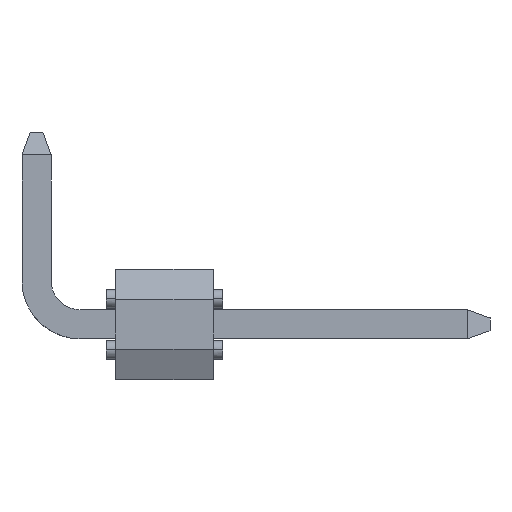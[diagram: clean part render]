
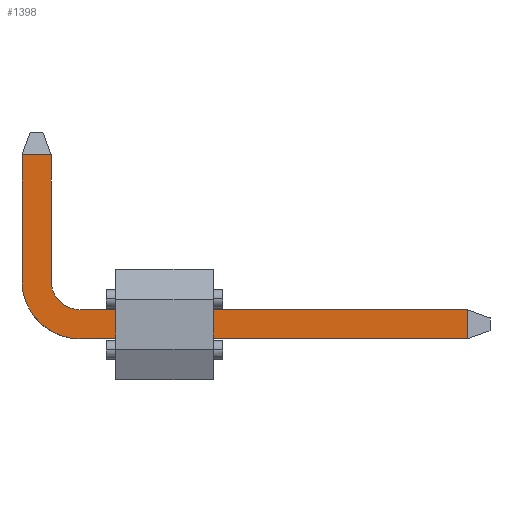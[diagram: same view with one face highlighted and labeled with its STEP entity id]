
A CAD part, left-side view. The second image highlights one B-rep face of the part: STEP entity #1398.
In plain terms, the highlighted free-form (B-spline) face has degree [1, 1] with [2, 2] control points.
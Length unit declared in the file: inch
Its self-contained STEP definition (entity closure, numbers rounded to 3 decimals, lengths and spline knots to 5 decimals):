
#71 = CARTESIAN_POINT ( 'NONE',  ( -0.3125, 0.1395, 0.02286 ) ) ;
#127 = VERTEX_POINT ( 'NONE', #5530 ) ;
#158 = CARTESIAN_POINT ( 'NONE',  ( -0.3125, 0.1395, 0.14577 ) ) ;
#382 = CARTESIAN_POINT ( 'NONE',  ( -0.3125, 0.1645, 0.0375 ) ) ;
#467 = CARTESIAN_POINT ( 'NONE',  ( -0.3125, -0.21877, -0.0125 ) ) ;
#473 =( BOUNDED_CURVE ( )  B_SPLINE_CURVE ( 3, ( #1206, #3018, #3804, #1663 ),
 .UNSPECIFIED., .F., .F. ) 
 B_SPLINE_CURVE_WITH_KNOTS ( ( 4, 4 ),
 ( 0., 1. ),
 .UNSPECIFIED. ) 
 CURVE ( )  GEOMETRIC_REPRESENTATION_ITEM ( )  RATIONAL_B_SPLINE_CURVE ( ( 1., 0.805, 0.805, 1. ) ) 
 REPRESENTATION_ITEM ( '' )  );
#660 = VERTEX_POINT ( 'NONE', #4722 ) ;
#818 = EDGE_CURVE ( 'NONE', #660, #4778, #5323, .T. ) ;
#835 = CARTESIAN_POINT ( 'NONE',  ( -0.3125, -0.21877, 0.0125 ) ) ;
#1206 = CARTESIAN_POINT ( 'NONE',  ( -0.3125, 0.1145, -0.0125 ) ) ;
#1239 = ORIENTED_EDGE ( 'NONE', *, *, #4596, .F. ) ;
#1263 = CARTESIAN_POINT ( 'NONE',  ( -0.3125, 0.1395, 0.0375 ) ) ;
#1281 = CARTESIAN_POINT ( 'NONE',  ( -0.3125, -0.21877, -0.0125 ) ) ;
#1398 = ADVANCED_FACE ( 'NONE', ( #2345 ), #3771, .F. ) ;
#1586 = ORIENTED_EDGE ( 'NONE', *, *, #2184, .F. ) ;
#1663 = CARTESIAN_POINT ( 'NONE',  ( -0.3125, 0.1645, 0.0375 ) ) ;
#1672 = CARTESIAN_POINT ( 'NONE',  ( -0.3125, 0.1145, -0.0125 ) ) ;
#1733 = CARTESIAN_POINT ( 'NONE',  ( -0.3125, 0.1145, -0.0125 ) ) ;
#1902 =( BOUNDED_CURVE ( )  B_SPLINE_CURVE ( 3, ( #3254, #71, #2417, #2026 ),
 .UNSPECIFIED., .F., .F. ) 
 B_SPLINE_CURVE_WITH_KNOTS ( ( 4, 4 ),
 ( 0., 1. ),
 .UNSPECIFIED. ) 
 CURVE ( )  GEOMETRIC_REPRESENTATION_ITEM ( )  RATIONAL_B_SPLINE_CURVE ( ( 1., 0.805, 0.805, 1. ) ) 
 REPRESENTATION_ITEM ( '' )  );
#2026 = CARTESIAN_POINT ( 'NONE',  ( -0.3125, 0.1145, 0.0125 ) ) ;
#2087 = ORIENTED_EDGE ( 'NONE', *, *, #3009, .F. ) ;
#2163 = CARTESIAN_POINT ( 'NONE',  ( -0.3125, -0.21877, 0.0125 ) ) ;
#2184 = EDGE_CURVE ( 'NONE', #4183, #2276, #1902, .T. ) ;
#2252 = B_SPLINE_CURVE_WITH_KNOTS ( 'NONE', 1,
 ( #5375, #2552 ),
 .UNSPECIFIED., .F., .F.,
 ( 2, 2 ),
 ( 0., 1. ),
 .UNSPECIFIED. ) ;
#2255 = EDGE_CURVE ( 'NONE', #3859, #4183, #3542, .T. ) ;
#2276 = VERTEX_POINT ( 'NONE', #4494 ) ;
#2345 = FACE_OUTER_BOUND ( 'NONE', #3900, .T. ) ;
#2417 = CARTESIAN_POINT ( 'NONE',  ( -0.3125, 0.12914, 0.0125 ) ) ;
#2552 = CARTESIAN_POINT ( 'NONE',  ( -0.3125, 0.1395, 0.14577 ) ) ;
#2578 = ORIENTED_EDGE ( 'NONE', *, *, #4629, .F. ) ;
#2653 = VERTEX_POINT ( 'NONE', #1733 ) ;
#2771 = EDGE_CURVE ( 'NONE', #127, #3859, #2252, .T. ) ;
#2832 = CARTESIAN_POINT ( 'NONE',  ( -0.3125, 0.17217, 0.14893 ) ) ;
#2942 = CARTESIAN_POINT ( 'NONE',  ( -0.3125, 0.1645, 0.0375 ) ) ;
#3009 = EDGE_CURVE ( 'NONE', #2276, #660, #4745, .T. ) ;
#3018 = CARTESIAN_POINT ( 'NONE',  ( -0.3125, 0.14379, -0.0125 ) ) ;
#3254 = CARTESIAN_POINT ( 'NONE',  ( -0.3125, 0.1395, 0.0375 ) ) ;
#3542 = B_SPLINE_CURVE_WITH_KNOTS ( 'NONE', 1,
 ( #4813, #1263 ),
 .UNSPECIFIED., .F., .F.,
 ( 2, 2 ),
 ( 0., 1. ),
 .UNSPECIFIED. ) ;
#3558 = CARTESIAN_POINT ( 'NONE',  ( -0.3125, -0.21877, -0.0125 ) ) ;
#3648 = ORIENTED_EDGE ( 'NONE', *, *, #5726, .F. ) ;
#3653 = CARTESIAN_POINT ( 'NONE',  ( -0.3125, -0.22643, 0.14893 ) ) ;
#3771 = B_SPLINE_SURFACE_WITH_KNOTS ( 'NONE', 1, 1, ( 
 ( #4179, #3653 ),
 ( #5554, #2832 ) ),
 .UNSPECIFIED., .F., .F., .F.,
 ( 2, 2 ),
 ( 2, 2 ),
 ( -0.39093, 0.00767 ),
 ( -0.00317, 0.16143 ),
 .UNSPECIFIED. ) ;
#3804 = CARTESIAN_POINT ( 'NONE',  ( -0.3125, 0.1645, 0.00821 ) ) ;
#3859 = VERTEX_POINT ( 'NONE', #158 ) ;
#3900 = EDGE_LOOP ( 'NONE', ( #5508, #5212, #2578, #3648, #1239, #5135, #2087, #1586 ) ) ;
#4179 = CARTESIAN_POINT ( 'NONE',  ( -0.3125, -0.22643, -0.01567 ) ) ;
#4183 = VERTEX_POINT ( 'NONE', #4893 ) ;
#4310 = CARTESIAN_POINT ( 'NONE',  ( -0.3125, 0.1145, 0.0125 ) ) ;
#4340 = VERTEX_POINT ( 'NONE', #2942 ) ;
#4356 = B_SPLINE_CURVE_WITH_KNOTS ( 'NONE', 1,
 ( #1281, #1672 ),
 .UNSPECIFIED., .F., .F.,
 ( 2, 2 ),
 ( 0., 1. ),
 .UNSPECIFIED. ) ;
#4494 = CARTESIAN_POINT ( 'NONE',  ( -0.3125, 0.1145, 0.0125 ) ) ;
#4596 = EDGE_CURVE ( 'NONE', #4778, #2653, #4356, .T. ) ;
#4607 = CARTESIAN_POINT ( 'NONE',  ( -0.3125, 0.1645, 0.14577 ) ) ;
#4629 = EDGE_CURVE ( 'NONE', #4340, #127, #5705, .T. ) ;
#4722 = CARTESIAN_POINT ( 'NONE',  ( -0.3125, -0.21877, 0.0125 ) ) ;
#4745 = B_SPLINE_CURVE_WITH_KNOTS ( 'NONE', 1,
 ( #4310, #2163 ),
 .UNSPECIFIED., .F., .F.,
 ( 2, 2 ),
 ( 0., 1. ),
 .UNSPECIFIED. ) ;
#4778 = VERTEX_POINT ( 'NONE', #3558 ) ;
#4813 = CARTESIAN_POINT ( 'NONE',  ( -0.3125, 0.1395, 0.14577 ) ) ;
#4893 = CARTESIAN_POINT ( 'NONE',  ( -0.3125, 0.1395, 0.0375 ) ) ;
#5135 = ORIENTED_EDGE ( 'NONE', *, *, #818, .F. ) ;
#5212 = ORIENTED_EDGE ( 'NONE', *, *, #2771, .F. ) ;
#5323 = B_SPLINE_CURVE_WITH_KNOTS ( 'NONE', 1,
 ( #835, #467 ),
 .UNSPECIFIED., .F., .F.,
 ( 2, 2 ),
 ( 0., 1. ),
 .UNSPECIFIED. ) ;
#5375 = CARTESIAN_POINT ( 'NONE',  ( -0.3125, 0.1645, 0.14577 ) ) ;
#5508 = ORIENTED_EDGE ( 'NONE', *, *, #2255, .F. ) ;
#5530 = CARTESIAN_POINT ( 'NONE',  ( -0.3125, 0.1645, 0.14577 ) ) ;
#5554 = CARTESIAN_POINT ( 'NONE',  ( -0.3125, 0.17217, -0.01567 ) ) ;
#5705 = B_SPLINE_CURVE_WITH_KNOTS ( 'NONE', 1,
 ( #382, #4607 ),
 .UNSPECIFIED., .F., .F.,
 ( 2, 2 ),
 ( 0., 1. ),
 .UNSPECIFIED. ) ;
#5726 = EDGE_CURVE ( 'NONE', #2653, #4340, #473, .T. ) ;
